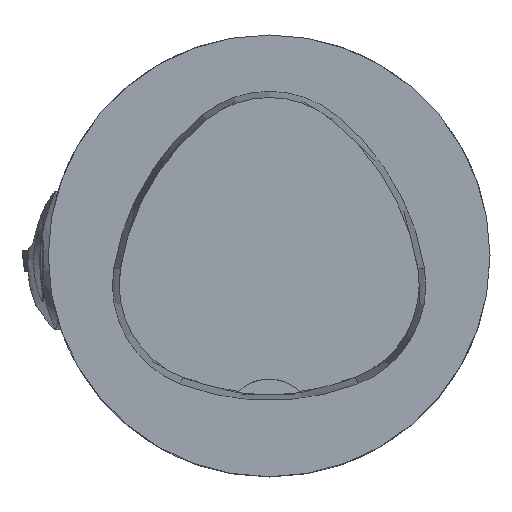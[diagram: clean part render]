
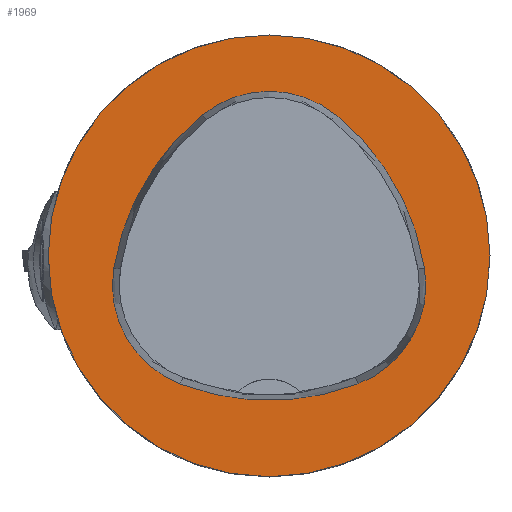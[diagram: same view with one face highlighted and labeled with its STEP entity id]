
A CAD part, top view. The second image highlights one B-rep face of the part: STEP entity #1969.
In plain terms, the highlighted planar face has unit normal (0, 0, 1).
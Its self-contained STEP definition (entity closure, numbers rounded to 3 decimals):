
#1969=ADVANCED_FACE('',(#2603,#2604),#2301,.T.);
#2301=PLANE('',#6863);
#2603=FACE_BOUND('',#2712,.T.);
#2604=FACE_BOUND('',#2713,.T.);
#2712=EDGE_LOOP('',(#3249,#3250,#3251,#3252,#3253,#3254));
#2713=EDGE_LOOP('',(#3255));
#3249=ORIENTED_EDGE('',*,*,#5708,.T.);
#3250=ORIENTED_EDGE('',*,*,#5688,.T.);
#3251=ORIENTED_EDGE('',*,*,#5692,.T.);
#3252=ORIENTED_EDGE('',*,*,#5695,.T.);
#3253=ORIENTED_EDGE('',*,*,#5698,.T.);
#3254=ORIENTED_EDGE('',*,*,#5706,.T.);
#3255=ORIENTED_EDGE('',*,*,#5679,.F.);
#5017=VERTEX_POINT('',#9360);
#5026=VERTEX_POINT('',#9379);
#5027=VERTEX_POINT('',#9380);
#5030=VERTEX_POINT('',#9388);
#5032=VERTEX_POINT('',#9394);
#5034=VERTEX_POINT('',#9400);
#5041=VERTEX_POINT('',#9421);
#5679=EDGE_CURVE('',#5017,#5017,#6560,.T.);
#5688=EDGE_CURVE('',#5026,#5027,#6561,.T.);
#5692=EDGE_CURVE('',#5027,#5030,#6563,.T.);
#5695=EDGE_CURVE('',#5030,#5032,#6565,.T.);
#5698=EDGE_CURVE('',#5032,#5034,#6567,.T.);
#5706=EDGE_CURVE('',#5034,#5041,#6571,.T.);
#5708=EDGE_CURVE('',#5041,#5026,#6573,.T.);
#6560=CIRCLE('',#6835,25.);
#6561=CIRCLE('',#6841,28.);
#6563=CIRCLE('',#6844,12.);
#6565=CIRCLE('',#6847,28.);
#6567=CIRCLE('',#6850,12.);
#6571=CIRCLE('',#6855,28.);
#6573=CIRCLE('',#6858,12.);
#6835=AXIS2_PLACEMENT_3D('',#9359,#7456,#7457);
#6841=AXIS2_PLACEMENT_3D('',#9378,#7472,#7473);
#6844=AXIS2_PLACEMENT_3D('',#9387,#7480,#7481);
#6847=AXIS2_PLACEMENT_3D('',#9393,#7487,#7488);
#6850=AXIS2_PLACEMENT_3D('',#9399,#7494,#7495);
#6855=AXIS2_PLACEMENT_3D('',#9422,#7506,#7507);
#6858=AXIS2_PLACEMENT_3D('',#9425,#7512,#7513);
#6863=AXIS2_PLACEMENT_3D('',#9430,#7522,#7523);
#7456=DIRECTION('',(0.,0.,-1.));
#7457=DIRECTION('',(-1.,0.,0.));
#7472=DIRECTION('',(0.,0.,-1.));
#7473=DIRECTION('',(-1.,0.,0.));
#7480=DIRECTION('',(0.,0.,-1.));
#7481=DIRECTION('',(-1.,0.,0.));
#7487=DIRECTION('',(0.,0.,-1.));
#7488=DIRECTION('',(-1.,0.,0.));
#7494=DIRECTION('',(0.,0.,-1.));
#7495=DIRECTION('',(-1.,0.,0.));
#7506=DIRECTION('',(0.,0.,-1.));
#7507=DIRECTION('',(-1.,0.,0.));
#7512=DIRECTION('',(0.,0.,-1.));
#7513=DIRECTION('',(-1.,0.,0.));
#7522=DIRECTION('',(0.,0.,1.));
#7523=DIRECTION('',(1.,0.,0.));
#9359=CARTESIAN_POINT('',(0.,0.,0.));
#9360=CARTESIAN_POINT('',(-25.,0.,0.));
#9378=CARTESIAN_POINT('',(10.068,-5.824,0.));
#9379=CARTESIAN_POINT('',(-17.584,-1.424,0.));
#9380=CARTESIAN_POINT('',(-7.531,15.953,0.));
#9387=CARTESIAN_POINT('',(0.011,6.62,0.));
#9388=CARTESIAN_POINT('',(7.567,15.942,0.));
#9393=CARTESIAN_POINT('',(-10.063,-5.81,0.));
#9394=CARTESIAN_POINT('',(17.59,-1.418,0.));
#9399=CARTESIAN_POINT('',(5.739,-3.3,0.));
#9400=CARTESIAN_POINT('',(10.05,-14.499,0.));
#9421=CARTESIAN_POINT('',(-10.025,-14.516,0.));
#9422=CARTESIAN_POINT('',(-0.01,11.631,0.));
#9425=CARTESIAN_POINT('',(-5.733,-3.31,0.));
#9430=CARTESIAN_POINT('',(0.,0.,0.));
